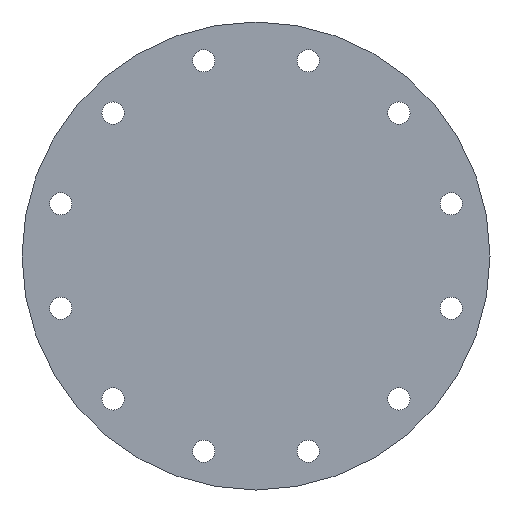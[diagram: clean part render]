
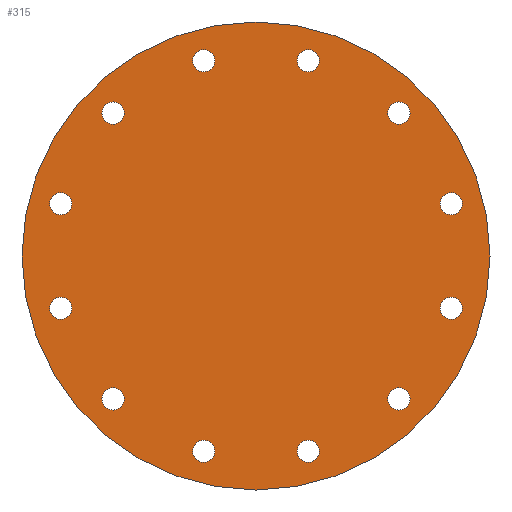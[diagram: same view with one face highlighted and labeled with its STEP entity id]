
A CAD part, front view. The second image highlights one B-rep face of the part: STEP entity #315.
In plain terms, the highlighted planar face has unit normal (0, -1, 0).
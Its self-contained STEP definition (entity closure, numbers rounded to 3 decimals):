
#15=FACE_BOUND('',#69,.T.);
#16=FACE_BOUND('',#70,.T.);
#17=FACE_BOUND('',#71,.T.);
#18=FACE_BOUND('',#72,.T.);
#19=FACE_BOUND('',#73,.T.);
#20=FACE_BOUND('',#74,.T.);
#21=FACE_BOUND('',#75,.T.);
#22=FACE_BOUND('',#76,.T.);
#23=FACE_BOUND('',#77,.T.);
#24=FACE_BOUND('',#78,.T.);
#25=FACE_BOUND('',#79,.T.);
#26=FACE_BOUND('',#80,.T.);
#39=PLANE('',#374);
#53=FACE_OUTER_BOUND('',#68,.T.);
#68=EDGE_LOOP('',(#260));
#69=EDGE_LOOP('',(#261));
#70=EDGE_LOOP('',(#262));
#71=EDGE_LOOP('',(#263));
#72=EDGE_LOOP('',(#264));
#73=EDGE_LOOP('',(#265));
#74=EDGE_LOOP('',(#266));
#75=EDGE_LOOP('',(#267));
#76=EDGE_LOOP('',(#268));
#77=EDGE_LOOP('',(#269));
#78=EDGE_LOOP('',(#270));
#79=EDGE_LOOP('',(#271));
#80=EDGE_LOOP('',(#272));
#122=CIRCLE('',#340,11.);
#124=CIRCLE('',#343,11.);
#126=CIRCLE('',#346,11.);
#128=CIRCLE('',#349,11.);
#130=CIRCLE('',#352,11.);
#132=CIRCLE('',#355,11.);
#134=CIRCLE('',#358,11.);
#136=CIRCLE('',#361,11.);
#138=CIRCLE('',#364,11.);
#140=CIRCLE('',#367,11.);
#142=CIRCLE('',#370,11.);
#144=CIRCLE('',#373,11.);
#145=CIRCLE('',#375,231.5);
#148=VERTEX_POINT('',#480);
#150=VERTEX_POINT('',#486);
#152=VERTEX_POINT('',#492);
#154=VERTEX_POINT('',#498);
#156=VERTEX_POINT('',#504);
#158=VERTEX_POINT('',#510);
#160=VERTEX_POINT('',#516);
#162=VERTEX_POINT('',#522);
#164=VERTEX_POINT('',#528);
#166=VERTEX_POINT('',#534);
#168=VERTEX_POINT('',#540);
#170=VERTEX_POINT('',#546);
#171=VERTEX_POINT('',#550);
#175=EDGE_CURVE('',#148,#148,#122,.T.);
#178=EDGE_CURVE('',#150,#150,#124,.T.);
#181=EDGE_CURVE('',#152,#152,#126,.T.);
#184=EDGE_CURVE('',#154,#154,#128,.T.);
#187=EDGE_CURVE('',#156,#156,#130,.T.);
#190=EDGE_CURVE('',#158,#158,#132,.T.);
#193=EDGE_CURVE('',#160,#160,#134,.T.);
#196=EDGE_CURVE('',#162,#162,#136,.T.);
#199=EDGE_CURVE('',#164,#164,#138,.T.);
#202=EDGE_CURVE('',#166,#166,#140,.T.);
#205=EDGE_CURVE('',#168,#168,#142,.T.);
#208=EDGE_CURVE('',#170,#170,#144,.T.);
#209=EDGE_CURVE('',#171,#171,#145,.T.);
#260=ORIENTED_EDGE('',*,*,#209,.T.);
#261=ORIENTED_EDGE('',*,*,#175,.T.);
#262=ORIENTED_EDGE('',*,*,#178,.T.);
#263=ORIENTED_EDGE('',*,*,#181,.T.);
#264=ORIENTED_EDGE('',*,*,#184,.T.);
#265=ORIENTED_EDGE('',*,*,#187,.T.);
#266=ORIENTED_EDGE('',*,*,#190,.T.);
#267=ORIENTED_EDGE('',*,*,#193,.T.);
#268=ORIENTED_EDGE('',*,*,#196,.T.);
#269=ORIENTED_EDGE('',*,*,#199,.T.);
#270=ORIENTED_EDGE('',*,*,#202,.T.);
#271=ORIENTED_EDGE('',*,*,#205,.T.);
#272=ORIENTED_EDGE('',*,*,#208,.T.);
#315=ADVANCED_FACE('',(#53,#15,#16,#17,#18,#19,#20,#21,#22,#23,#24,#25,
#26),#39,.F.);
#340=AXIS2_PLACEMENT_3D('',#482,#386,#387);
#343=AXIS2_PLACEMENT_3D('',#488,#393,#394);
#346=AXIS2_PLACEMENT_3D('',#494,#400,#401);
#349=AXIS2_PLACEMENT_3D('',#500,#407,#408);
#352=AXIS2_PLACEMENT_3D('',#506,#414,#415);
#355=AXIS2_PLACEMENT_3D('',#512,#421,#422);
#358=AXIS2_PLACEMENT_3D('',#518,#428,#429);
#361=AXIS2_PLACEMENT_3D('',#524,#435,#436);
#364=AXIS2_PLACEMENT_3D('',#530,#442,#443);
#367=AXIS2_PLACEMENT_3D('',#536,#449,#450);
#370=AXIS2_PLACEMENT_3D('',#542,#456,#457);
#373=AXIS2_PLACEMENT_3D('',#548,#463,#464);
#374=AXIS2_PLACEMENT_3D('',#549,#465,#466);
#375=AXIS2_PLACEMENT_3D('',#551,#467,#468);
#386=DIRECTION('center_axis',(0.,1.,0.));
#387=DIRECTION('ref_axis',(-0.866,0.,-0.5));
#393=DIRECTION('center_axis',(0.,1.,0.));
#394=DIRECTION('ref_axis',(-0.5,0.,-0.866));
#400=DIRECTION('center_axis',(0.,1.,0.));
#401=DIRECTION('ref_axis',(0.,0.,-1.));
#407=DIRECTION('center_axis',(0.,1.,0.));
#408=DIRECTION('ref_axis',(0.5,0.,-0.866));
#414=DIRECTION('center_axis',(0.,1.,0.));
#415=DIRECTION('ref_axis',(0.866,0.,-0.5));
#421=DIRECTION('center_axis',(0.,1.,0.));
#422=DIRECTION('ref_axis',(1.,0.,0.));
#428=DIRECTION('center_axis',(0.,1.,0.));
#429=DIRECTION('ref_axis',(0.866,0.,0.5));
#435=DIRECTION('center_axis',(0.,1.,0.));
#436=DIRECTION('ref_axis',(0.5,0.,0.866));
#442=DIRECTION('center_axis',(0.,1.,0.));
#443=DIRECTION('ref_axis',(0.,0.,1.));
#449=DIRECTION('center_axis',(0.,1.,0.));
#450=DIRECTION('ref_axis',(-0.5,0.,0.866));
#456=DIRECTION('center_axis',(0.,1.,0.));
#457=DIRECTION('ref_axis',(-0.866,0.,0.5));
#463=DIRECTION('center_axis',(0.,1.,0.));
#464=DIRECTION('ref_axis',(-1.,0.,0.));
#465=DIRECTION('center_axis',(0.,1.,0.));
#466=DIRECTION('ref_axis',(0.,0.,1.));
#467=DIRECTION('center_axis',(0.,-1.,0.));
#468=DIRECTION('ref_axis',(-1.,0.,0.));
#480=CARTESIAN_POINT('',(150.948,-17.,-135.921));
#482=CARTESIAN_POINT('Origin',(141.421,-17.,-141.421));
#486=CARTESIAN_POINT('',(198.685,-17.,-42.238));
#488=CARTESIAN_POINT('Origin',(193.185,-17.,-51.764));
#492=CARTESIAN_POINT('',(193.185,-17.,62.764));
#494=CARTESIAN_POINT('Origin',(193.185,-17.,51.764));
#498=CARTESIAN_POINT('',(135.921,-17.,150.948));
#500=CARTESIAN_POINT('Origin',(141.421,-17.,141.421));
#504=CARTESIAN_POINT('',(42.238,-17.,198.685));
#506=CARTESIAN_POINT('Origin',(51.764,-17.,193.185));
#510=CARTESIAN_POINT('',(-62.764,-17.,193.185));
#512=CARTESIAN_POINT('Origin',(-51.764,-17.,193.185));
#516=CARTESIAN_POINT('',(-150.948,-17.,135.921));
#518=CARTESIAN_POINT('Origin',(-141.421,-17.,141.421));
#522=CARTESIAN_POINT('',(-198.685,-17.,42.238));
#524=CARTESIAN_POINT('Origin',(-193.185,-17.,51.764));
#528=CARTESIAN_POINT('',(-193.185,-17.,-62.764));
#530=CARTESIAN_POINT('Origin',(-193.185,-17.,-51.764));
#534=CARTESIAN_POINT('',(-135.921,-17.,-150.948));
#536=CARTESIAN_POINT('Origin',(-141.421,-17.,-141.421));
#540=CARTESIAN_POINT('',(-42.238,-17.,-198.685));
#542=CARTESIAN_POINT('Origin',(-51.764,-17.,-193.185));
#546=CARTESIAN_POINT('',(62.764,-17.,-193.185));
#548=CARTESIAN_POINT('Origin',(51.764,-17.,-193.185));
#549=CARTESIAN_POINT('Origin',(0.,-17.,0.));
#550=CARTESIAN_POINT('',(231.5,-17.,0.));
#551=CARTESIAN_POINT('Origin',(0.,-17.,0.));
